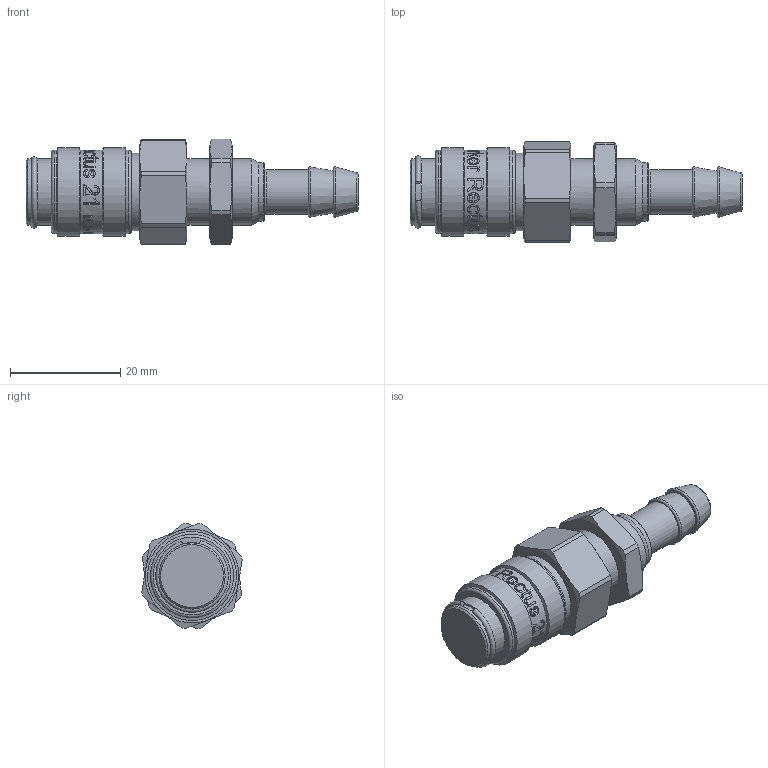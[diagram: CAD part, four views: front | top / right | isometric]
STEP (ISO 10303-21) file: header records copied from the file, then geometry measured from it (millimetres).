
FILE_DESCRIPTION((''),'2;1');
FILE_NAME('21kbts06mpn.stp','2014-06-17T15:00:05',('IA176480'),(''),'Autodesk Inventor 2013','Autodesk Inventor 2013','');
FILE_SCHEMA(('AUTOMOTIVE_DESIGN { 1 0 10303 214 1 1 1 1 }'));
Length unit declared in the file: millimetre
Products named in the file (1): D109249
Bounding box: 60.15 x 18.21 x 19.09 mm (x, y, z)
Volume: 8327 mm3; surface area: 4755.3 mm2
Topology: 1 solids, 2 shells, 497 faces, 1288 edges, 844 vertices
Faces by surface type: bspline 214, plane 161, cylinder 71, cone 43, torus 8
Full cylindrical faces by diameter (mm): 8.05 x1, 10.6 x1, 11.175 x2, 11.4 x1, 12 x5, 12.15 x2, 14 x3, 15.1 x3, 16.15 x2
Entity records: 61906 total; most frequent: CARTESIAN_POINT 51257, ORIENTED_EDGE 2446, DIRECTION 1361, EDGE_CURVE 1223, VERTEX_POINT 829, EDGE_LOOP 596, B_SPLINE_CURVE_WITH_KNOTS 559, FACE_OUTER_BOUND 496
